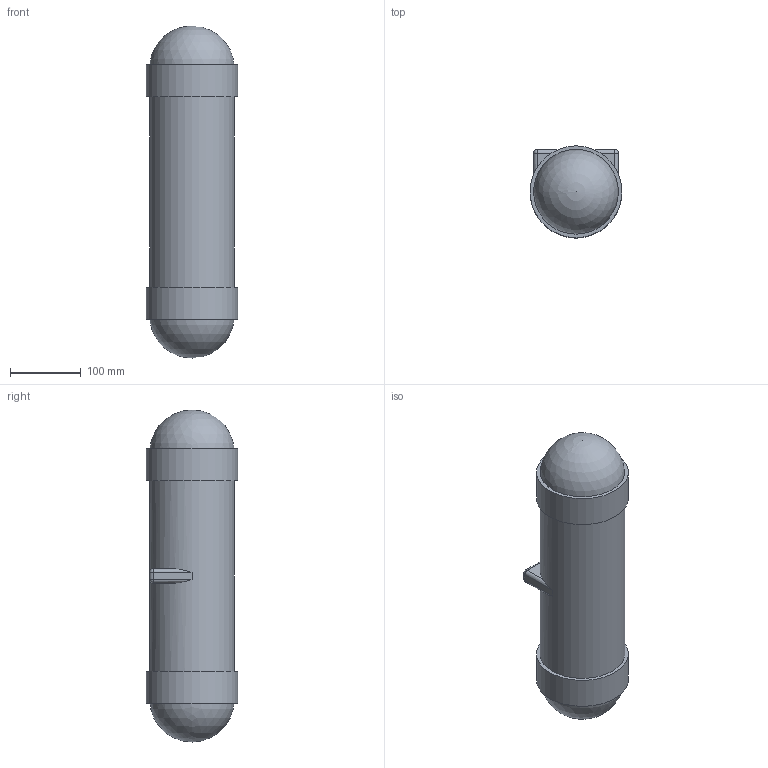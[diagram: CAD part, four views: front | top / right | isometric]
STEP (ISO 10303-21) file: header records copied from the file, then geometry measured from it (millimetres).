
FILE_DESCRIPTION(/* description */ (''),/* implementation_level */ '2;1');
FILE_NAME(/* name */ 'Transparent Tube.step',/* time_stamp */ '2019-05-17T14:26:41+03:00',/* author */ (''),/* organization */ (''),/* preprocessor_version */ 'ST-DEVELOPER v18',/* originating_system */ 'Autodesk Translation Framework v8.2.0.1029',/* authorisation */ '');
FILE_SCHEMA (('AUTOMOTIVE_DESIGN { 1 0 10303 214 3 1 1 }'));
Length unit declared in the file: metre
Products named in the file (1): Part1
Bounding box: 130 x 130 x 470 mm (x, y, z)
Volume: 2316927.6 mm3; surface area: 345003.1 mm2
Topology: 1 solids, 2 shells, 39 faces, 85 edges, 46 vertices
Faces by surface type: cylinder 16, plane 11, sphere 8, bspline 4
Full cylindrical faces by diameter (mm): 115 x1, 120 x3, 130 x2
Entity records: 1265 total; most frequent: CARTESIAN_POINT 415, DIRECTION 181, ORIENTED_EDGE 154, EDGE_CURVE 77, AXIS2_PLACEMENT_3D 76, VERTEX_POINT 46, EDGE_LOOP 43, CIRCLE 40
